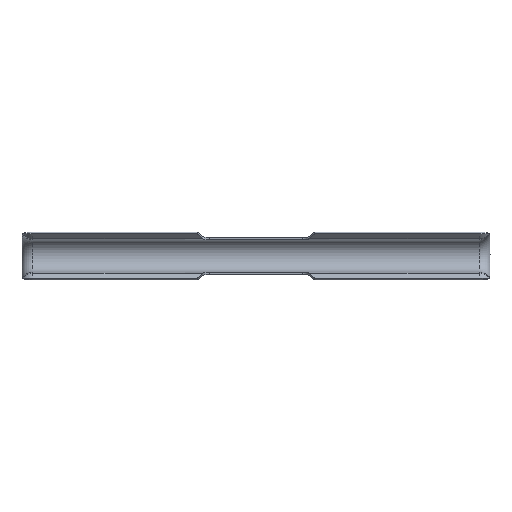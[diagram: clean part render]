
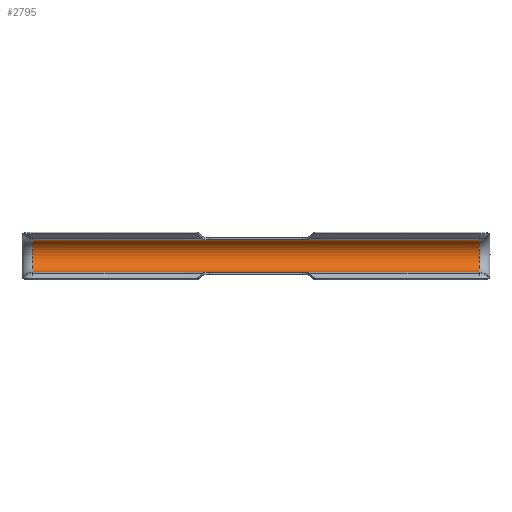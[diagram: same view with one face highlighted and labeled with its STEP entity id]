
A CAD part, front view. The second image highlights one B-rep face of the part: STEP entity #2795.
In plain terms, the highlighted cylindrical face has radius 7 mm (diameter 14 mm), a partial arc.
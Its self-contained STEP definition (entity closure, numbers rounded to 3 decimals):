
#15 = CARTESIAN_POINT ( 'NONE',  ( 100.415, 4., -7. ) ) ;
#69 = EDGE_LOOP ( 'NONE', ( #404, #505, #1982, #993 ) ) ;
#128 = VECTOR ( 'NONE', #239, 1000. ) ;
#210 = CARTESIAN_POINT ( 'NONE',  ( 95.415, 4., -7. ) ) ;
#236 = AXIS2_PLACEMENT_3D ( 'NONE', #341, #2388, #643 ) ;
#239 = DIRECTION ( 'NONE',  ( -1., 0., 0. ) ) ;
#341 = CARTESIAN_POINT ( 'NONE',  ( 95.415, 4., 0. ) ) ;
#404 = ORIENTED_EDGE ( 'NONE', *, *, #1638, .F. ) ;
#452 = CIRCLE ( 'NONE', #2734, 7. ) ;
#505 = ORIENTED_EDGE ( 'NONE', *, *, #3529, .F. ) ;
#643 = DIRECTION ( 'NONE',  ( 0., 0., 1. ) ) ;
#921 = CYLINDRICAL_SURFACE ( 'NONE', #1853, 7. ) ;
#993 = ORIENTED_EDGE ( 'NONE', *, *, #3680, .F. ) ;
#1007 = CARTESIAN_POINT ( 'NONE',  ( 100.415, 4., 7. ) ) ;
#1013 = DIRECTION ( 'NONE',  ( -1., 0., 0. ) ) ;
#1048 = CARTESIAN_POINT ( 'NONE',  ( -95.415, 4., 0. ) ) ;
#1339 = DIRECTION ( 'NONE',  ( 0., 0., -1. ) ) ;
#1523 = VERTEX_POINT ( 'NONE', #210 ) ;
#1619 = LINE ( 'NONE', #15, #128 ) ;
#1638 = EDGE_CURVE ( 'NONE', #1523, #3045, #1619, .T. ) ;
#1806 = CARTESIAN_POINT ( 'NONE',  ( -95.415, 4., 7. ) ) ;
#1853 = AXIS2_PLACEMENT_3D ( 'NONE', #3121, #3241, #3024 ) ;
#1854 = CARTESIAN_POINT ( 'NONE',  ( 95.415, 4., 7. ) ) ;
#1870 = FACE_OUTER_BOUND ( 'NONE', #69, .T. ) ;
#1880 = EDGE_CURVE ( 'NONE', #2158, #3545, #3298, .T. ) ;
#1982 = ORIENTED_EDGE ( 'NONE', *, *, #1880, .T. ) ;
#2158 = VERTEX_POINT ( 'NONE', #1854 ) ;
#2388 = DIRECTION ( 'NONE',  ( -1., 0., 0. ) ) ;
#2734 = AXIS2_PLACEMENT_3D ( 'NONE', #1048, #3080, #1339 ) ;
#2795 = ADVANCED_FACE ( 'NONE', ( #1870 ), #921, .F. ) ;
#3024 = DIRECTION ( 'NONE',  ( 0., 0., 1. ) ) ;
#3045 = VERTEX_POINT ( 'NONE', #3585 ) ;
#3080 = DIRECTION ( 'NONE',  ( 1., 0., 0. ) ) ;
#3121 = CARTESIAN_POINT ( 'NONE',  ( 100.415, 4., 0. ) ) ;
#3241 = DIRECTION ( 'NONE',  ( -1., 0., 0. ) ) ;
#3298 = LINE ( 'NONE', #1007, #3379 ) ;
#3379 = VECTOR ( 'NONE', #1013, 1000. ) ;
#3529 = EDGE_CURVE ( 'NONE', #2158, #1523, #3752, .T. ) ;
#3545 = VERTEX_POINT ( 'NONE', #1806 ) ;
#3585 = CARTESIAN_POINT ( 'NONE',  ( -95.415, 4., -7. ) ) ;
#3680 = EDGE_CURVE ( 'NONE', #3045, #3545, #452, .T. ) ;
#3752 = CIRCLE ( 'NONE', #236, 7. ) ;
